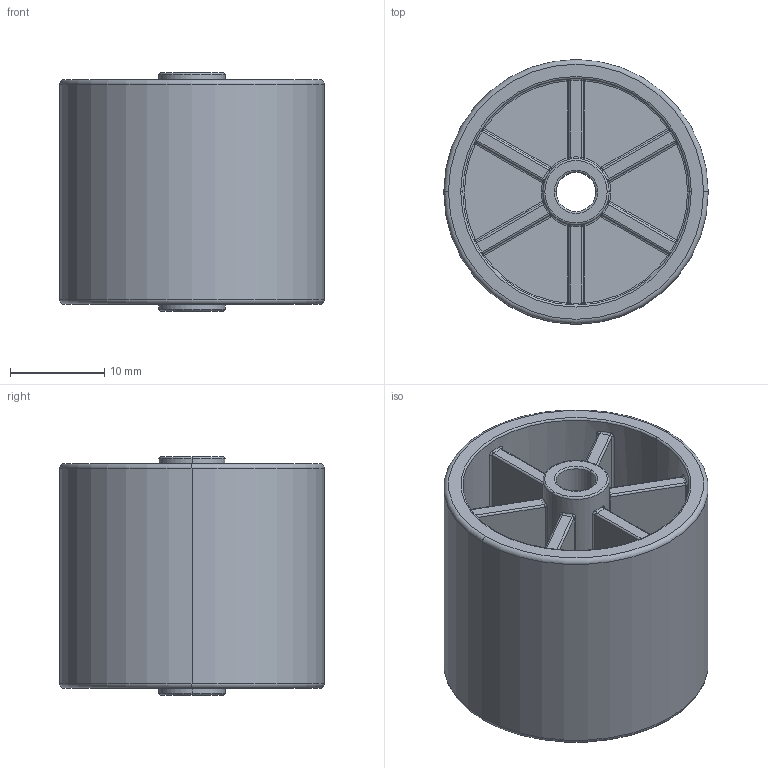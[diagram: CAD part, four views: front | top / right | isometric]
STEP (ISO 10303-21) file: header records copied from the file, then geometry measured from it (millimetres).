
FILE_DESCRIPTION (( 'STEP AP203' ), '1' );
FILE_NAME ('062RR2831.STEP', '2015-09-11T10:50:10', ( 'Fath' ), ( 'Hewlett-Packard Company' ), 'SwSTEP 2.0', 'SolidWorks 2014', '' );
FILE_SCHEMA (( 'CONFIG_CONTROL_DESIGN' ));
Length unit declared in the file: millimetre
Products named in the file (1): 062RR2831
Bounding box: 28 x 28 x 25.2 mm (x, y, z)
Volume: 6354 mm3; surface area: 7445.4 mm2
Topology: 1 solids, 1 shells, 476 faces, 1168 edges, 676 vertices
Faces by surface type: plane 166, cylinder 126, torus 68, sphere 58, bspline 58
Entity records: 14719 total; most frequent: CARTESIAN_POINT 3903, DIRECTION 2296, ORIENTED_EDGE 2240, EDGE_CURVE 1120, AXIS2_PLACEMENT_3D 873, VERTEX_POINT 656, VECTOR 550, LINE 550
